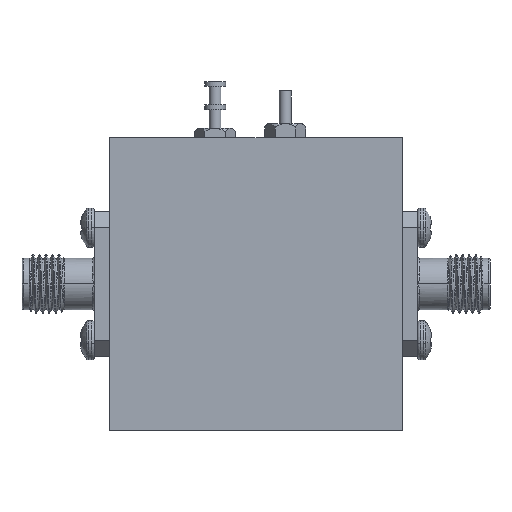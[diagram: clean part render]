
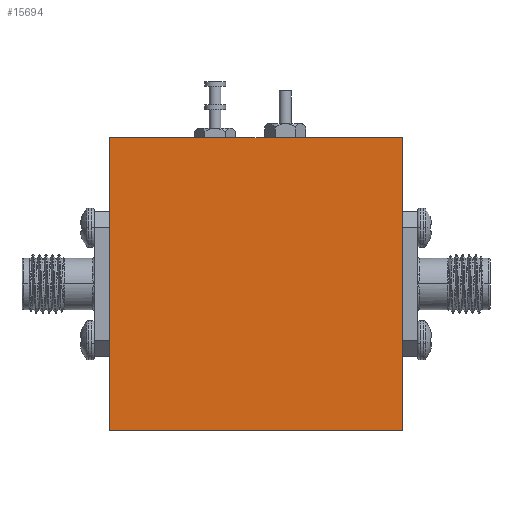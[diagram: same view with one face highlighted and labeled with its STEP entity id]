
A CAD part, front view. The second image highlights one B-rep face of the part: STEP entity #15694.
In plain terms, the highlighted planar face has unit normal (0, -1, 0).
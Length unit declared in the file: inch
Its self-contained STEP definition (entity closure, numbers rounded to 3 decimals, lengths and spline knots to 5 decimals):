
#514 = CARTESIAN_POINT ( 'NONE',  ( 0.625, -0.2815, 0.625 ) ) ;
#2389 = VECTOR ( 'NONE', #15054, 39.37008 ) ;
#2410 = ORIENTED_EDGE ( 'NONE', *, *, #19579, .F. ) ;
#2871 = VECTOR ( 'NONE', #18920, 39.37008 ) ;
#2997 = EDGE_LOOP ( 'NONE', ( #7189, #5493, #2410, #7827 ) ) ;
#3174 = CARTESIAN_POINT ( 'NONE',  ( -0.625, -0.2815, -0.625 ) ) ;
#3264 = CARTESIAN_POINT ( 'NONE',  ( 0.625, -0.2815, -0.625 ) ) ;
#3375 = LINE ( 'NONE', #3174, #18735 ) ;
#3894 = DIRECTION ( 'NONE',  ( -1., 0., 0. ) ) ;
#3974 = LINE ( 'NONE', #12124, #2871 ) ;
#5244 = EDGE_CURVE ( 'NONE', #9113, #9489, #3375, .T. ) ;
#5493 = ORIENTED_EDGE ( 'NONE', *, *, #14996, .F. ) ;
#5638 = CARTESIAN_POINT ( 'NONE',  ( -0.625, -0.2815, 0.625 ) ) ;
#6345 = CARTESIAN_POINT ( 'NONE',  ( 0., -0.2815, 0. ) ) ;
#7189 = ORIENTED_EDGE ( 'NONE', *, *, #20864, .F. ) ;
#7827 = ORIENTED_EDGE ( 'NONE', *, *, #5244, .F. ) ;
#8095 = CARTESIAN_POINT ( 'NONE',  ( -0.625, -0.2815, -0.625 ) ) ;
#8500 = AXIS2_PLACEMENT_3D ( 'NONE', #6345, #9799, #9492 ) ;
#9113 = VERTEX_POINT ( 'NONE', #3264 ) ;
#9489 = VERTEX_POINT ( 'NONE', #8095 ) ;
#9492 = DIRECTION ( 'NONE',  ( 0., 0., -1. ) ) ;
#9799 = DIRECTION ( 'NONE',  ( 0., -1., 0. ) ) ;
#11292 = PLANE ( 'NONE',  #8500 ) ;
#11976 = LINE ( 'NONE', #5638, #2389 ) ;
#12124 = CARTESIAN_POINT ( 'NONE',  ( -0.625, -0.2815, 0.625 ) ) ;
#13770 = CARTESIAN_POINT ( 'NONE',  ( -0.625, -0.2815, 0.625 ) ) ;
#14143 = VERTEX_POINT ( 'NONE', #13770 ) ;
#14641 = CARTESIAN_POINT ( 'NONE',  ( 0.625, -0.2815, 0.625 ) ) ;
#14996 = EDGE_CURVE ( 'NONE', #14143, #15950, #11976, .T. ) ;
#15054 = DIRECTION ( 'NONE',  ( 1., 0., 0. ) ) ;
#15694 = ADVANCED_FACE ( 'NONE', ( #17683 ), #11292, .T. ) ;
#15950 = VERTEX_POINT ( 'NONE', #14641 ) ;
#17683 = FACE_OUTER_BOUND ( 'NONE', #2997, .T. ) ;
#18336 = LINE ( 'NONE', #514, #19519 ) ;
#18735 = VECTOR ( 'NONE', #3894, 39.37008 ) ;
#18920 = DIRECTION ( 'NONE',  ( 0., 0., 1. ) ) ;
#19519 = VECTOR ( 'NONE', #20158, 39.37008 ) ;
#19579 = EDGE_CURVE ( 'NONE', #9489, #14143, #3974, .T. ) ;
#20158 = DIRECTION ( 'NONE',  ( 0., 0., -1. ) ) ;
#20864 = EDGE_CURVE ( 'NONE', #15950, #9113, #18336, .T. ) ;
